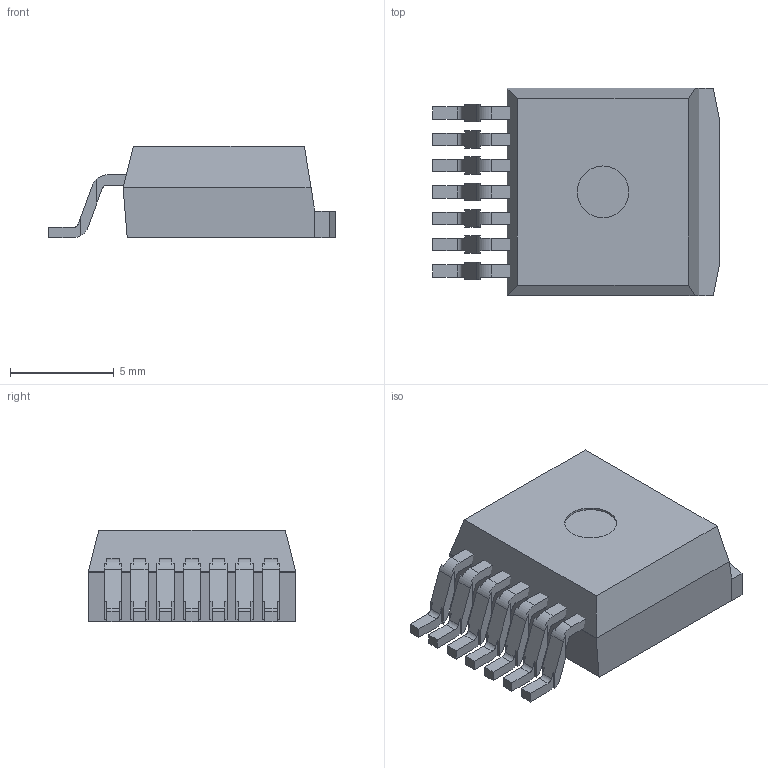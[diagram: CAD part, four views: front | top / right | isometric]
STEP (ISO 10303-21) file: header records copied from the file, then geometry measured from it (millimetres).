
FILE_DESCRIPTION(/* description */ ('model of Infineon_PG-TO-220-7Lead_TabPin8'),/* implementation_level */ '2;1');
FILE_NAME(/* name */ 'Infineon_PG-TO-220-7Lead_TabPin8.step',/* time_stamp */ '2023-01-24T23:51:47',/* author */ ('Ray Benitez',''),/* organization */ ('OCCT'),/* preprocessor_version */ '',/* originating_system */ 'KiCAD',/* authorisation */ '');
FILE_SCHEMA(('AUTOMOTIVE_DESIGN { 1 0 10303 214 1 1 1 1 }'));
Length unit declared in the file: millimetre
Products named in the file (8): CQ assembly; adbeea5a-9c39-11ed-93f0-dde97e994e83; adbeea5b-9c39-11ed-93f0-dde97e994e83; adbeea5b-9c39-11ed-93f0-dde97e994e83_part; adbeea5c-9c39-11ed-93f0-dde97e994e83; adbeea5c-9c39-11ed-93f0-dde97e994e83_part; adbeea5d-9c39-11ed-93f0-dde97e994e83; adbeea5d-9c39-11ed-93f0-dde97e994e83_part
Assembly tree (7 placements, depth 4):
  CQ assembly
    adbeea5a-9c39-11ed-93f0-dde97e994e83
      adbeea5b-9c39-11ed-93f0-dde97e994e83
        adbeea5b-9c39-11ed-93f0-dde97e994e83_part
      adbeea5c-9c39-11ed-93f0-dde97e994e83
        adbeea5c-9c39-11ed-93f0-dde97e994e83_part
      adbeea5d-9c39-11ed-93f0-dde97e994e83
        adbeea5d-9c39-11ed-93f0-dde97e994e83_part
Bounding box: 13.85 x 10 x 4.42 mm (x, y, z)
Volume: 476.8 mm3; surface area: 614.3 mm2
Topology: 9 solids, 9 shells, 179 faces, 478 edges, 318 vertices
Faces by surface type: plane 150, cylinder 29
Full cylindrical faces by diameter (mm): 2.5 x1
Entity records: 5730 total; most frequent: CARTESIAN_POINT 983, ORIENTED_EDGE 956, DIRECTION 938, EDGE_CURVE 478, LINE 392, VECTOR 392, VERTEX_POINT 318, AXIS2_PLACEMENT_3D 273
